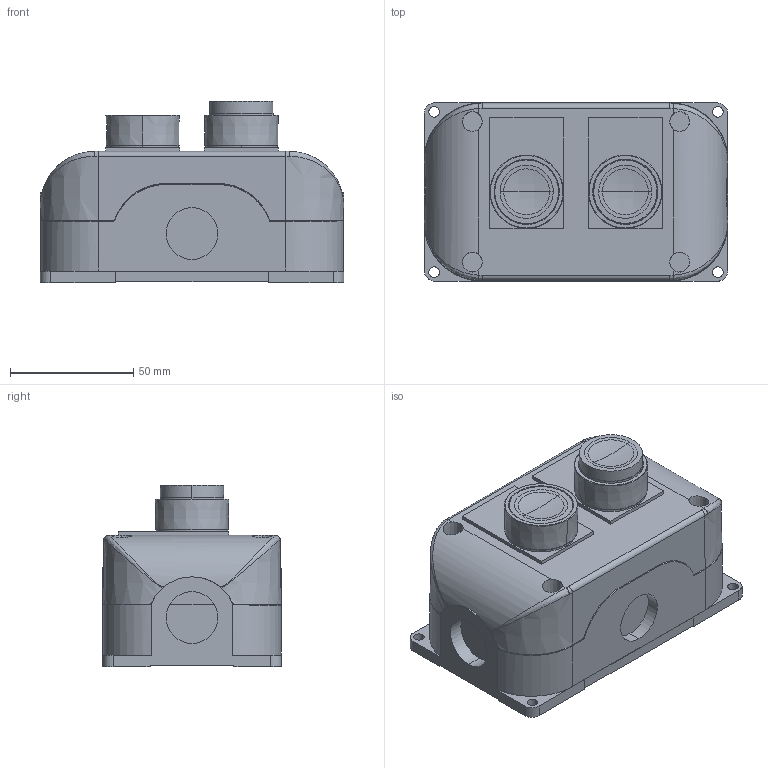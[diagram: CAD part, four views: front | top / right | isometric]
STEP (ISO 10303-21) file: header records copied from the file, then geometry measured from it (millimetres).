
FILE_DESCRIPTION (( 'STEP AP203' ), '1' );
FILE_NAME ('SB214-044-G.step', '2025-02-06T16:43:40', ( '' ), ( '' ), 'SwSTEP 2.0', 'SolidWorks 2024', '' );
FILE_SCHEMA (( 'CONFIG_CONTROL_DESIGN' ));
Length unit declared in the file: inch
Products named in the file (1): SB214-044-G
Bounding box: 123 x 72.29 x 73.7 mm (x, y, z)
Volume: 269821.7 mm3; surface area: 84761.7 mm2
Topology: 10 solids, 26 shells, 454 faces, 1099 edges, 720 vertices
Faces by surface type: plane 204, cylinder 114, cone 70, bspline 66
Entity records: 18548 total; most frequent: CARTESIAN_POINT 8496, ORIENTED_EDGE 2198, DIRECTION 1847, EDGE_CURVE 1099, VERTEX_POINT 720, AXIS2_PLACEMENT_3D 661, LINE 525, VECTOR 525
